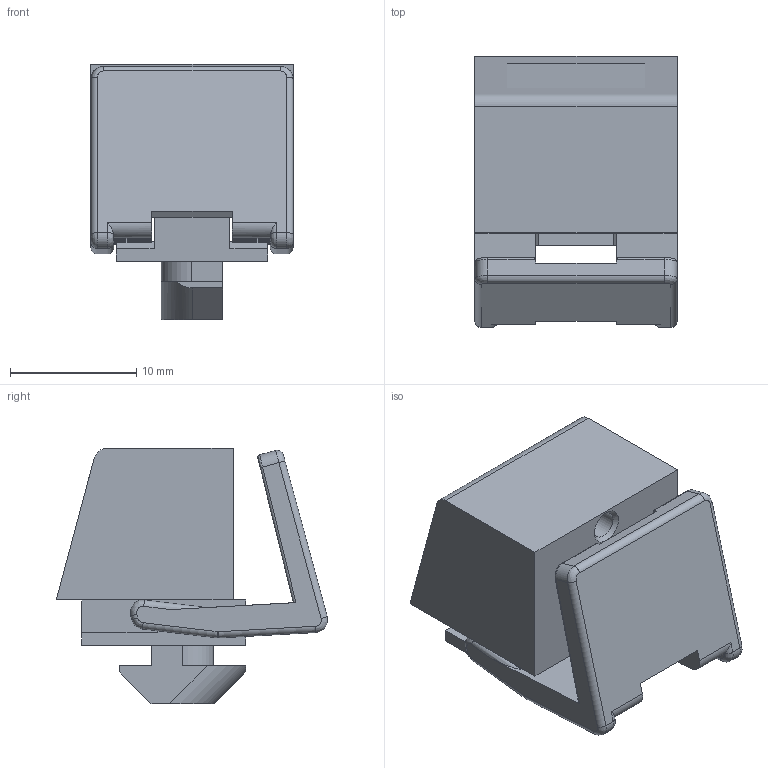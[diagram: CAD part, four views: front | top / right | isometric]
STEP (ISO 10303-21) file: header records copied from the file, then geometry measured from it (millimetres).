
FILE_DESCRIPTION(/* description */ ('Klemmblock Grundkörper'),/* implementation_level */ '2;1');
FILE_NAME(/* name */ 'Syskomp 255615100 Klemmblock.stp',/* time_stamp */ '2018-08-22T17:14:06+02:00',/* author */ ('wheldmann'),/* organization */ (''),/* preprocessor_version */ 'ST-DEVELOPER v16.1',/* originating_system */ 'Autodesk Inventor 2016',/* authorisation */ '');
FILE_SCHEMA (('AUTOMOTIVE_DESIGN { 1 0 10303 214 3 1 1 }'));
Length unit declared in the file: millimetre
Products named in the file (3): 255615100 Klemmblock Grundkörper; 255615100 Klemmblock Clip; 255615100 Klemmblock
Assembly tree (2 placements, depth 2):
  255615100 Klemmblock
    255615100 Klemmblock Grundkörper
    255615100 Klemmblock Clip
Bounding box: 16 x 21.48 x 20.2 mm (x, y, z)
Volume: 2684.5 mm3; surface area: 2895.4 mm2
Topology: 2 solids, 2 shells, 188 faces, 500 edges, 320 vertices
Faces by surface type: plane 124, cylinder 44, bspline 14, sphere 4, cone 2
Full cylindrical faces by diameter (mm): 2.1 x2
Entity records: 6042 total; most frequent: CARTESIAN_POINT 1320, ORIENTED_EDGE 988, DIRECTION 942, EDGE_CURVE 494, LINE 380, VECTOR 380, VERTEX_POINT 318, AXIS2_PLACEMENT_3D 281
